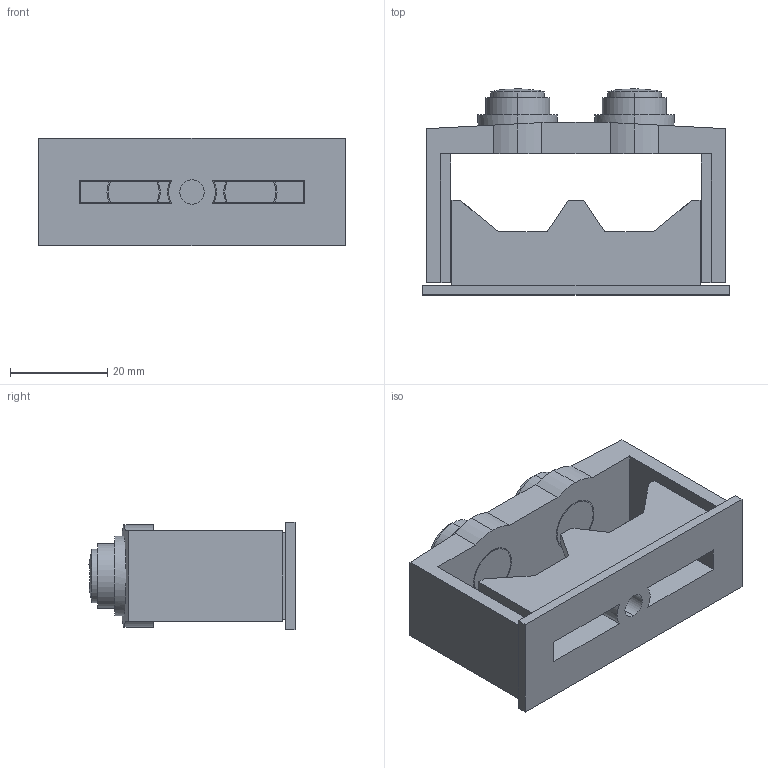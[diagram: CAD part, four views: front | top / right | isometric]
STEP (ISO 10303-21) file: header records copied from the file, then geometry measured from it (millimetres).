
FILE_DESCRIPTION (( 'STEP AP214' ), '1' );
FILE_NAME ('2107031.stp', '2020-12-01T13:50:58', ( '' ), ( '' ), 'SwSTEP 2.0', 'SolidWorks 2020', '' );
FILE_SCHEMA (( 'AUTOMOTIVE_DESIGN' ));
Length unit declared in the file: millimetre
Products named in the file (5): ES121-02-02-02_Standard; ES121-02-01_Standard; ES120-02-03_Standard; ES121-02-02_Standard; 2107031
Assembly tree (5 placements, depth 3):
  2107031
    ES121-02-01_Standard
    ES121-02-02_Standard
      ES121-02-02-02_Standard
      ES120-02-03_Standard  x2
Bounding box: 63 x 42.35 x 22 mm (x, y, z)
Volume: 20106.1 mm3; surface area: 15323.5 mm2
Topology: 4 solids, 4 shells, 116 faces, 311 edges, 206 vertices
Faces by surface type: plane 75, cylinder 28, cone 9, sphere 4
Entity records: 3433 total; most frequent: CARTESIAN_POINT 690, ORIENTED_EDGE 550, DIRECTION 523, EDGE_CURVE 275, LINE 197, VECTOR 197, VERTEX_POINT 182, AXIS2_PLACEMENT_3D 163
